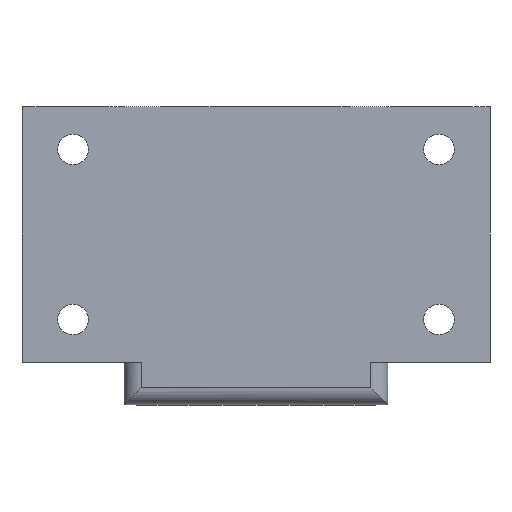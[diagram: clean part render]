
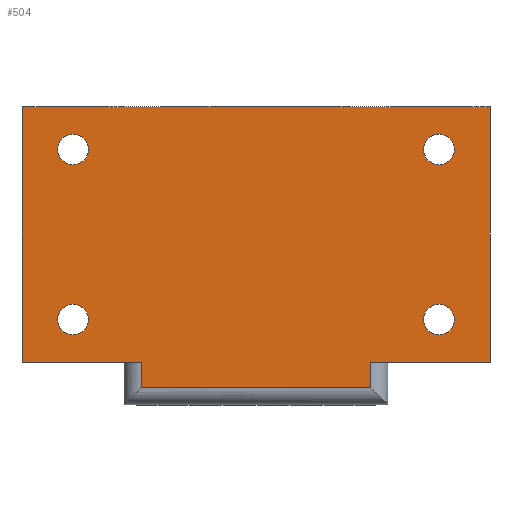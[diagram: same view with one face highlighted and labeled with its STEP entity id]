
A CAD part, top view. The second image highlights one B-rep face of the part: STEP entity #504.
In plain terms, the highlighted planar face has unit normal (0, 0, 1).
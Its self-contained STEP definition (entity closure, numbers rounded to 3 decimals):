
#143 = VERTEX_POINT('',#144);
#144 = CARTESIAN_POINT('',(-13.5,-93.,15.));
#151 = EDGE_CURVE('',#143,#152,#154,.T.);
#152 = VERTEX_POINT('',#153);
#153 = CARTESIAN_POINT('',(13.5,-93.,15.));
#154 = LINE('',#155,#156);
#155 = CARTESIAN_POINT('',(-15.5,-93.,15.));
#156 = VECTOR('',#157,1.);
#157 = DIRECTION('',(1.,0.,0.));
#313 = VERTEX_POINT('',#314);
#314 = CARTESIAN_POINT('',(-13.5,-90.,15.));
#323 = EDGE_CURVE('',#313,#143,#324,.T.);
#324 = LINE('',#325,#326);
#325 = CARTESIAN_POINT('',(-13.5,-90.,15.));
#326 = VECTOR('',#327,1.);
#327 = DIRECTION('',(0.,-1.,0.));
#365 = VERTEX_POINT('',#366);
#366 = CARTESIAN_POINT('',(-27.5,-90.,15.));
#372 = EDGE_CURVE('',#365,#373,#375,.T.);
#373 = VERTEX_POINT('',#374);
#374 = CARTESIAN_POINT('',(-15.5,-90.,15.));
#375 = LINE('',#376,#377);
#376 = CARTESIAN_POINT('',(-27.5,-90.,15.));
#377 = VECTOR('',#378,1.);
#378 = DIRECTION('',(1.,0.,0.));
#380 = EDGE_CURVE('',#373,#313,#381,.T.);
#381 = LINE('',#382,#383);
#382 = CARTESIAN_POINT('',(0.,-90.,15.));
#383 = VECTOR('',#384,1.);
#384 = DIRECTION('',(1.,0.,0.));
#422 = VERTEX_POINT('',#423);
#423 = CARTESIAN_POINT('',(-27.5,-60.,15.));
#429 = EDGE_CURVE('',#422,#430,#432,.T.);
#430 = VERTEX_POINT('',#431);
#431 = CARTESIAN_POINT('',(27.5,-60.,15.));
#432 = LINE('',#433,#434);
#433 = CARTESIAN_POINT('',(-27.5,-60.,15.));
#434 = VECTOR('',#435,1.);
#435 = DIRECTION('',(1.,0.,0.));
#504 = ADVANCED_FACE('',(#505,#548,#559,#570,#581),#592,.T.);
#505 = FACE_BOUND('',#506,.T.);
#506 = EDGE_LOOP('',(#507,#508,#509,#510,#518,#526,#534,#540,#541,#547)
  );
#507 = ORIENTED_EDGE('',*,*,#380,.T.);
#508 = ORIENTED_EDGE('',*,*,#323,.T.);
#509 = ORIENTED_EDGE('',*,*,#151,.T.);
#510 = ORIENTED_EDGE('',*,*,#511,.F.);
#511 = EDGE_CURVE('',#512,#152,#514,.T.);
#512 = VERTEX_POINT('',#513);
#513 = CARTESIAN_POINT('',(13.5,-90.,15.));
#514 = LINE('',#515,#516);
#515 = CARTESIAN_POINT('',(13.5,-90.,15.));
#516 = VECTOR('',#517,1.);
#517 = DIRECTION('',(0.,-1.,0.));
#518 = ORIENTED_EDGE('',*,*,#519,.F.);
#519 = EDGE_CURVE('',#520,#512,#522,.T.);
#520 = VERTEX_POINT('',#521);
#521 = CARTESIAN_POINT('',(15.5,-90.,15.));
#522 = LINE('',#523,#524);
#523 = CARTESIAN_POINT('',(0.,-90.,15.));
#524 = VECTOR('',#525,1.);
#525 = DIRECTION('',(-1.,0.,0.));
#526 = ORIENTED_EDGE('',*,*,#527,.T.);
#527 = EDGE_CURVE('',#520,#528,#530,.T.);
#528 = VERTEX_POINT('',#529);
#529 = CARTESIAN_POINT('',(27.5,-90.,15.));
#530 = LINE('',#531,#532);
#531 = CARTESIAN_POINT('',(-27.5,-90.,15.));
#532 = VECTOR('',#533,1.);
#533 = DIRECTION('',(1.,0.,0.));
#534 = ORIENTED_EDGE('',*,*,#535,.F.);
#535 = EDGE_CURVE('',#430,#528,#536,.T.);
#536 = LINE('',#537,#538);
#537 = CARTESIAN_POINT('',(27.5,-60.,15.));
#538 = VECTOR('',#539,1.);
#539 = DIRECTION('',(0.,-1.,0.));
#540 = ORIENTED_EDGE('',*,*,#429,.F.);
#541 = ORIENTED_EDGE('',*,*,#542,.T.);
#542 = EDGE_CURVE('',#422,#365,#543,.T.);
#543 = LINE('',#544,#545);
#544 = CARTESIAN_POINT('',(-27.5,-60.,15.));
#545 = VECTOR('',#546,1.);
#546 = DIRECTION('',(0.,-1.,0.));
#547 = ORIENTED_EDGE('',*,*,#372,.T.);
#548 = FACE_BOUND('',#549,.T.);
#549 = EDGE_LOOP('',(#550));
#550 = ORIENTED_EDGE('',*,*,#551,.T.);
#551 = EDGE_CURVE('',#552,#552,#554,.T.);
#552 = VERTEX_POINT('',#553);
#553 = CARTESIAN_POINT('',(-19.7,-85.,15.));
#554 = CIRCLE('',#555,1.8);
#555 = AXIS2_PLACEMENT_3D('',#556,#557,#558);
#556 = CARTESIAN_POINT('',(-21.5,-85.,15.));
#557 = DIRECTION('',(0.,0.,-1.));
#558 = DIRECTION('',(1.,0.,0.));
#559 = FACE_BOUND('',#560,.T.);
#560 = EDGE_LOOP('',(#561));
#561 = ORIENTED_EDGE('',*,*,#562,.T.);
#562 = EDGE_CURVE('',#563,#563,#565,.T.);
#563 = VERTEX_POINT('',#564);
#564 = CARTESIAN_POINT('',(23.3,-85.,15.));
#565 = CIRCLE('',#566,1.8);
#566 = AXIS2_PLACEMENT_3D('',#567,#568,#569);
#567 = CARTESIAN_POINT('',(21.5,-85.,15.));
#568 = DIRECTION('',(0.,0.,-1.));
#569 = DIRECTION('',(1.,0.,0.));
#570 = FACE_BOUND('',#571,.T.);
#571 = EDGE_LOOP('',(#572));
#572 = ORIENTED_EDGE('',*,*,#573,.T.);
#573 = EDGE_CURVE('',#574,#574,#576,.T.);
#574 = VERTEX_POINT('',#575);
#575 = CARTESIAN_POINT('',(-19.7,-65.,15.));
#576 = CIRCLE('',#577,1.8);
#577 = AXIS2_PLACEMENT_3D('',#578,#579,#580);
#578 = CARTESIAN_POINT('',(-21.5,-65.,15.));
#579 = DIRECTION('',(0.,0.,-1.));
#580 = DIRECTION('',(1.,0.,0.));
#581 = FACE_BOUND('',#582,.T.);
#582 = EDGE_LOOP('',(#583));
#583 = ORIENTED_EDGE('',*,*,#584,.T.);
#584 = EDGE_CURVE('',#585,#585,#587,.T.);
#585 = VERTEX_POINT('',#586);
#586 = CARTESIAN_POINT('',(23.3,-65.,15.));
#587 = CIRCLE('',#588,1.8);
#588 = AXIS2_PLACEMENT_3D('',#589,#590,#591);
#589 = CARTESIAN_POINT('',(21.5,-65.,15.));
#590 = DIRECTION('',(0.,0.,-1.));
#591 = DIRECTION('',(1.,0.,0.));
#592 = PLANE('',#593);
#593 = AXIS2_PLACEMENT_3D('',#594,#595,#596);
#594 = CARTESIAN_POINT('',(0.,-76.833,15.));
#595 = DIRECTION('',(0.,0.,1.));
#596 = DIRECTION('',(0.,-1.,0.));
